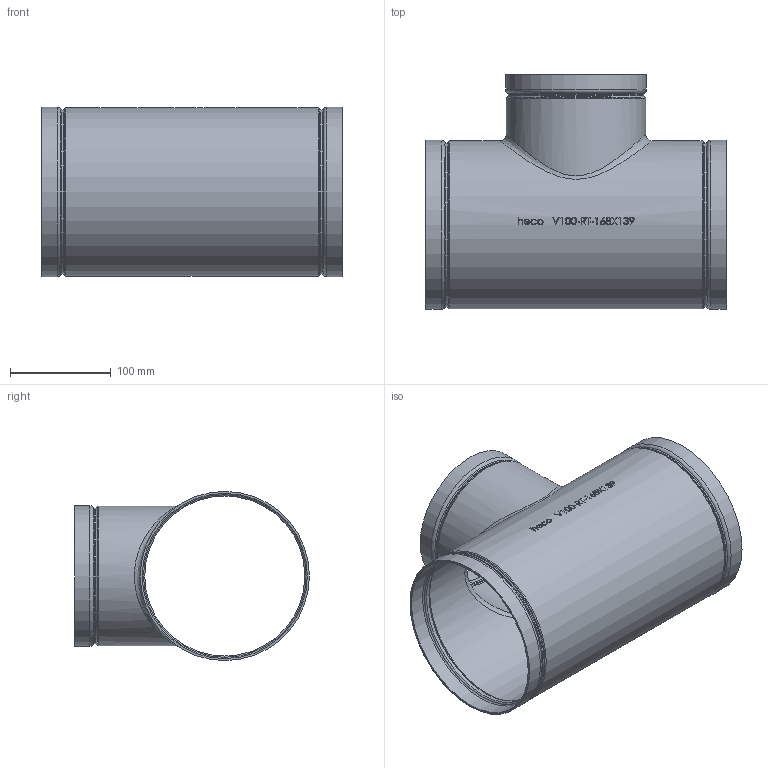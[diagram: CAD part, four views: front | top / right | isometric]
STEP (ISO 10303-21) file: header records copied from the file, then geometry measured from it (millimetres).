
FILE_DESCRIPTION (( 'STEP AP214' ), '1' );
FILE_NAME ('V100-RT-168X139-x Typ E493 DN150x125 600x500 Ø168,3x139,7 1812.STEP', '2018-12-17T09:58:18', ( '' ), ( '' ), 'SwSTEP 2.0', 'SolidWorks 2016', '' );
FILE_SCHEMA (( 'AUTOMOTIVE_DESIGN' ));
Length unit declared in the file: inch
Products named in the file (1): V100-RT-168X139-x Typ E493 DN150x125 600x500 Ø168,3x139,7 1812
Bounding box: 298.7 x 233.49 x 168.28 mm (x, y, z)
Volume: 358970.3 mm3; surface area: 355978.8 mm2
Topology: 1 solids, 1 shells, 272 faces, 695 edges, 454 vertices
Faces by surface type: bspline 109, plane 89, cylinder 44, torus 24, cone 6
Full cylindrical faces by diameter (mm): 130.454 x1, 134.518 x2, 135.636 x1, 138.582 x1, 139.7 x1, 159.207 x2, 163.093 x1, 163.271 x2, 164.211 x2, 167.157 x1, 168.275 x2
Entity records: 17176 total; most frequent: CARTESIAN_POINT 8863, ORIENTED_EDGE 1262, DIRECTION 781, EDGE_CURVE 631, VERTEX_POINT 438, EDGE_LOOP 353, FACE_OUTER_BOUND 314, ADVANCED_FACE 272
